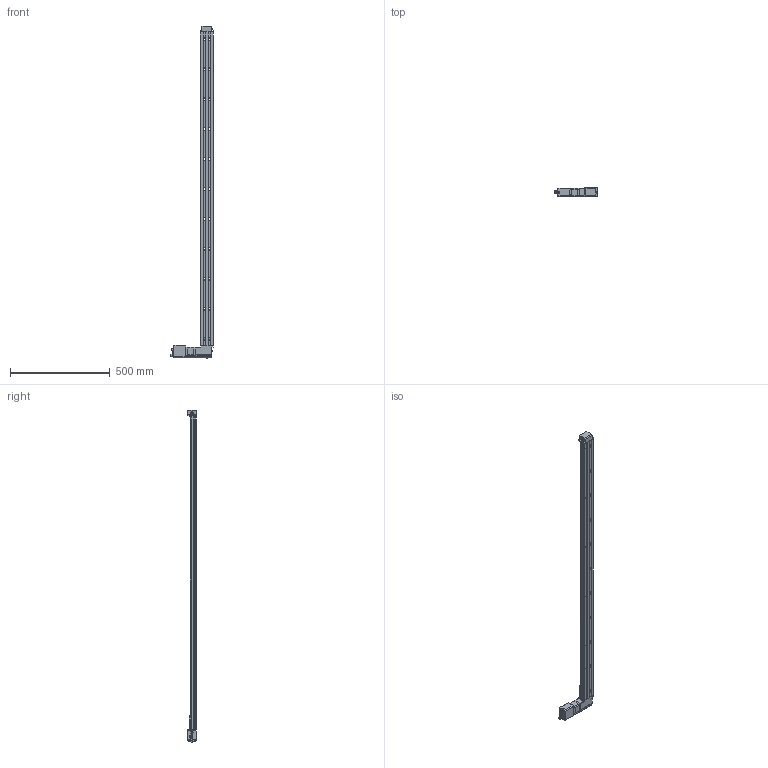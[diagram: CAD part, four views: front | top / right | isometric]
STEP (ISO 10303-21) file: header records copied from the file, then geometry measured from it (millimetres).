
FILE_DESCRIPTION (( 'STEP AP203' ), '1' );
FILE_NAME ('X-BLQ1495-E01.step', '2023-05-18T00:16:21', ( '' ), ( '' ), 'SwSTEP 2.0', 'SolidWorks 2019', '' );
FILE_SCHEMA (( 'CONFIG_CONTROL_DESIGN' ));
Length unit declared in the file: millimetre
Products named in the file (4): BLQ_base^BLQ_BLQ1495; NMS17_motor^BLQ_X-BLQ-E01; BLQ_carriage^BLQ_Standard; X-BLQ1495-E01
Assembly tree (3 placements, depth 2):
  X-BLQ1495-E01
    BLQ_base^BLQ_BLQ1495
    BLQ_carriage^BLQ_Standard
    NMS17_motor^BLQ_X-BLQ-E01
Bounding box: 214.85 x 44.15 x 1662.2 mm (x, y, z)
Volume: 1762800.2 mm3; surface area: 581397.3 mm2
Topology: 32 solids, 32 shells, 1065 faces, 2771 edges, 1814 vertices
Faces by surface type: plane 570, cylinder 439, cone 30, torus 16, sphere 10
Entity records: 33321 total; most frequent: CARTESIAN_POINT 5950, DIRECTION 5813, ORIENTED_EDGE 5494, EDGE_CURVE 2747, AXIS2_PLACEMENT_3D 2077, VERTEX_POINT 1806, VECTOR 1659, LINE 1659
